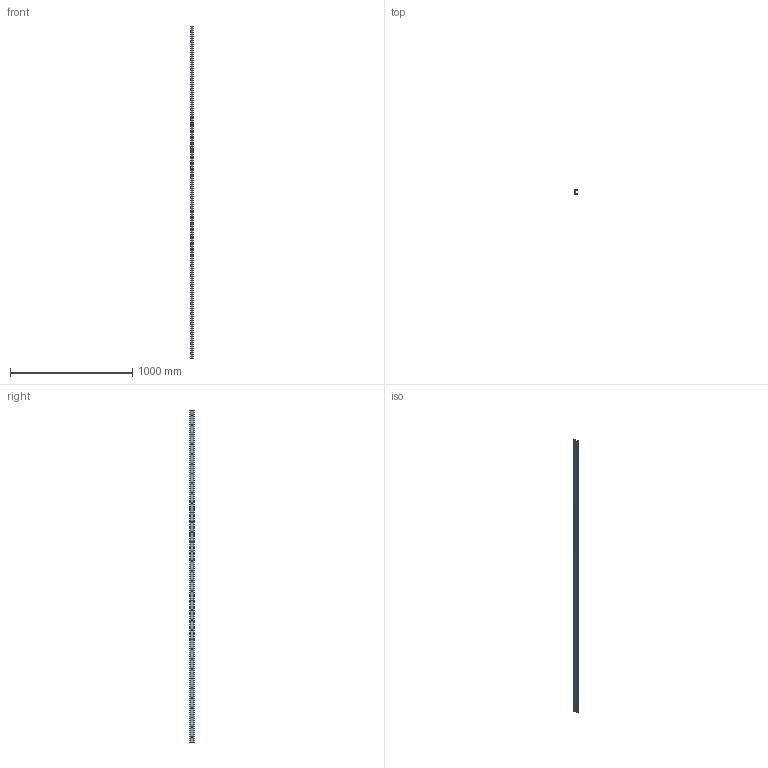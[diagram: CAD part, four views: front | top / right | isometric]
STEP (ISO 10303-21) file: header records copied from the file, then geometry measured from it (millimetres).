
FILE_DESCRIPTION(/* description */ ('Alibre Inc.'),/* implementation_level */ '2;1');
FILE_NAME(/* name */ 'export0',/* time_stamp */ '2010-12-08T16:57:24+01:00',/* author */ (''),/* organization */ (''),/* preprocessor_version */ 'ST-DEVELOPER v10',/* originating_system */ 'Alibre',/* authorisation */ '');
FILE_SCHEMA (('AUTOMOTIVE_DESIGN'));
Length unit declared in the file: millimetre
Bounding box: 16.5 x 35 x 2720 mm (x, y, z)
Volume: 591871 mm3; surface area: 342221.7 mm2
Topology: 1 solids, 1 shells, 96 faces, 282 edges, 188 vertices
Faces by surface type: cylinder 47, cone 34, plane 15
Full cylindrical faces by diameter (mm): 6.6 x34
Entity records: 2744 total; most frequent: DIRECTION 485, CARTESIAN_POINT 430, ORIENTED_EDGE 360, EDGE_LOOP 232, FACE_BOUND 232, AXIS2_PLACEMENT_3D 224, EDGE_CURVE 180, VERTEX_POINT 154
